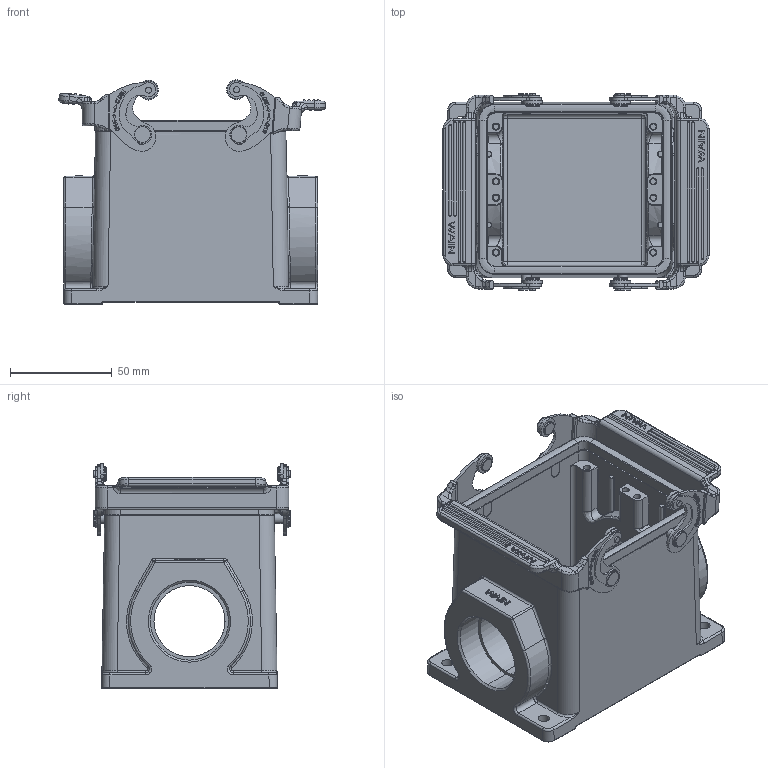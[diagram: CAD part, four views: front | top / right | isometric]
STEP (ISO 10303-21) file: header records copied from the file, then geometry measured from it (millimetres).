
FILE_DESCRIPTION(/* description */ (''),/* implementation_level */ '2;1');
FILE_NAME(/* name */ '3D_1110322411025_H32B-SF-2L_SC-2M40_V1.1.stp',/* time_stamp */ '2024-01-18T15:24:10+08:00',/* author */ (''),/* organization */ (''),/* preprocessor_version */ 'ST-DEVELOPER v18.1',/* originating_system */ 'SIEMENS PLM Software NX 1980',/* authorisation */ '');
FILE_SCHEMA (('AUTOMOTIVE_DESIGN { 1 0 10303 214 3 1 1 1 }'));
Products named in the file (1): 3D_1110322411004_H32B-SF-2L-SC-M32_V1.0 _stp
Bounding box: 131.12 x 97 x 110.45 mm (x, y, z)
Volume: 314724 mm3; surface area: 106489 mm2
Topology: 1 solids, 2 shells, 1836 faces, 4890 edges, 3142 vertices
Faces by surface type: plane 760, cylinder 688, torus 146, bspline 71, extrusion 64, sphere 56, cone 51
Full cylindrical faces by diameter (mm): 4.9 x4, 35 x1
Entity records: 74136 total; most frequent: CARTESIAN_POINT 23025, ORIENTED_EDGE 9638, DIRECTION 7713, EDGE_CURVE 4819, VERTEX_POINT 3134, AXIS2_PLACEMENT_3D 2793, VECTOR 2127, LINE 2063
